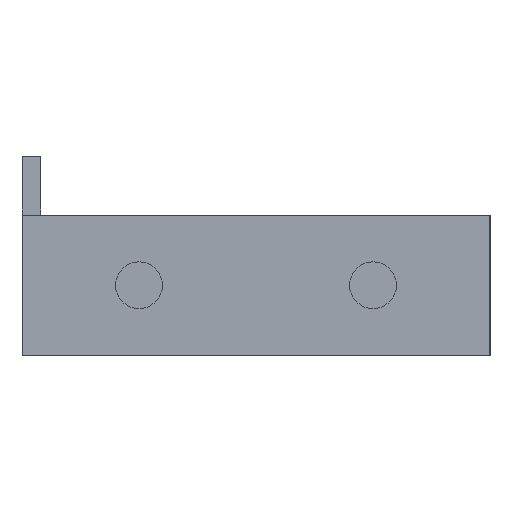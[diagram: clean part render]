
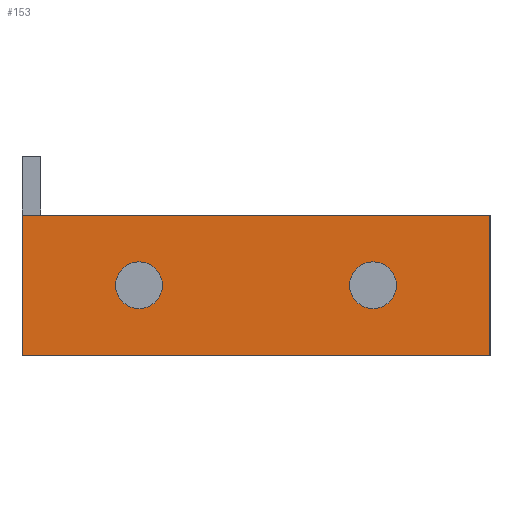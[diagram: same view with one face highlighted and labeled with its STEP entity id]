
A CAD part, left-side view. The second image highlights one B-rep face of the part: STEP entity #153.
In plain terms, the highlighted planar face has unit normal (-1, 0, 0).
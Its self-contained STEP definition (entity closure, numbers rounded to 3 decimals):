
#92=FACE_BOUND('',#381,.F.);
#93=FACE_BOUND('',#382,.F.);
#96=CIRCLE('',#2743,2.);
#97=CIRCLE('',#2744,2.);
#98=CIRCLE('',#2745,2.);
#99=CIRCLE('',#2746,2.);
#153=ADVANCED_FACE('',(#92,#93,#266),#1120,.T.);
#266=FACE_OUTER_BOUND('',#383,.F.);
#381=EDGE_LOOP('',(#627,#628));
#382=EDGE_LOOP('',(#629,#630));
#383=EDGE_LOOP('',(#631,#632,#633,#634));
#627=ORIENTED_EDGE('',*,*,#1629,.T.);
#628=ORIENTED_EDGE('',*,*,#1628,.T.);
#629=ORIENTED_EDGE('',*,*,#1627,.T.);
#630=ORIENTED_EDGE('',*,*,#1626,.T.);
#631=ORIENTED_EDGE('',*,*,#1785,.F.);
#632=ORIENTED_EDGE('',*,*,#1793,.F.);
#633=ORIENTED_EDGE('',*,*,#1789,.T.);
#634=ORIENTED_EDGE('',*,*,#1796,.T.);
#1120=PLANE('',#2778);
#1626=EDGE_CURVE('',#2690,#2689,#96,.T.);
#1627=EDGE_CURVE('',#2689,#2690,#97,.T.);
#1628=EDGE_CURVE('',#2688,#2687,#98,.T.);
#1629=EDGE_CURVE('',#2687,#2688,#99,.T.);
#1785=EDGE_CURVE('',#2552,#2551,#2078,.T.);
#1789=EDGE_CURVE('',#2626,#2548,#2082,.T.);
#1793=EDGE_CURVE('',#2626,#2552,#2086,.T.);
#1796=EDGE_CURVE('',#2548,#2551,#2089,.T.);
#2078=LINE('',#3841,#2361);
#2082=LINE('',#3845,#2365);
#2086=LINE('',#3849,#2369);
#2089=LINE('',#3852,#2372);
#2361=VECTOR('',#3091,40.);
#2365=VECTOR('',#3095,40.);
#2369=VECTOR('',#3099,12.);
#2372=VECTOR('',#3102,12.);
#2548=VERTEX_POINT('',#3539);
#2551=VERTEX_POINT('',#3542);
#2552=VERTEX_POINT('',#3543);
#2626=VERTEX_POINT('',#3617);
#2687=VERTEX_POINT('',#3678);
#2688=VERTEX_POINT('',#3679);
#2689=VERTEX_POINT('',#3680);
#2690=VERTEX_POINT('',#3681);
#2743=AXIS2_PLACEMENT_3D('',#3682,#2914,#2915);
#2744=AXIS2_PLACEMENT_3D('',#3683,#2916,#2917);
#2745=AXIS2_PLACEMENT_3D('',#3684,#2918,#2919);
#2746=AXIS2_PLACEMENT_3D('',#3685,#2920,#2921);
#2778=AXIS2_PLACEMENT_3D('',#3988,#3255,#3256);
#2914=DIRECTION('',(-1.,0.,0.));
#2915=DIRECTION('',(0.,0.,1.));
#2916=DIRECTION('',(-1.,0.,0.));
#2917=DIRECTION('',(0.,0.,-1.));
#2918=DIRECTION('',(-1.,0.,0.));
#2919=DIRECTION('',(0.,0.,1.));
#2920=DIRECTION('',(-1.,0.,0.));
#2921=DIRECTION('',(0.,0.,-1.));
#3091=DIRECTION('',(0.,1.,0.));
#3095=DIRECTION('',(0.,1.,0.));
#3099=DIRECTION('',(0.,0.,1.));
#3102=DIRECTION('',(0.,0.,1.));
#3255=DIRECTION('',(-1.,0.,0.));
#3256=DIRECTION('',(0.,1.,0.));
#3539=CARTESIAN_POINT('',(-60.,112.5,-116.));
#3542=CARTESIAN_POINT('',(-60.,112.5,-104.));
#3543=CARTESIAN_POINT('',(-60.,72.5,-104.));
#3617=CARTESIAN_POINT('',(-60.,72.5,-116.));
#3678=CARTESIAN_POINT('',(-60.,82.5,-112.));
#3679=CARTESIAN_POINT('',(-60.,82.5,-108.));
#3680=CARTESIAN_POINT('',(-60.,102.5,-112.));
#3681=CARTESIAN_POINT('',(-60.,102.5,-108.));
#3682=CARTESIAN_POINT('',(-60.,102.5,-110.));
#3683=CARTESIAN_POINT('',(-60.,102.5,-110.));
#3684=CARTESIAN_POINT('',(-60.,82.5,-110.));
#3685=CARTESIAN_POINT('',(-60.,82.5,-110.));
#3841=CARTESIAN_POINT('',(-60.,72.5,-104.));
#3845=CARTESIAN_POINT('',(-60.,72.5,-116.));
#3849=CARTESIAN_POINT('',(-60.,72.5,-116.));
#3852=CARTESIAN_POINT('',(-60.,112.5,-116.));
#3988=CARTESIAN_POINT('',(-60.,72.1,-103.6));
